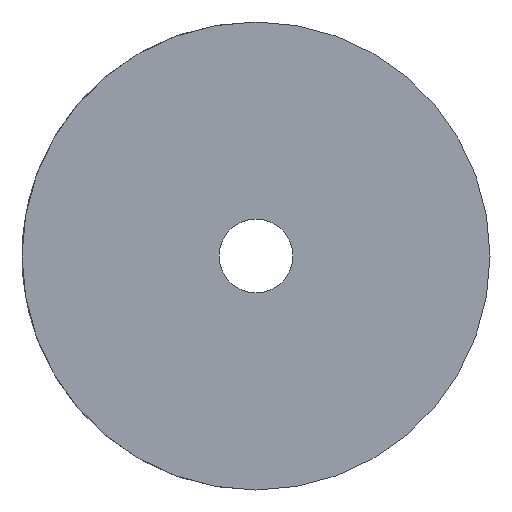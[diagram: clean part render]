
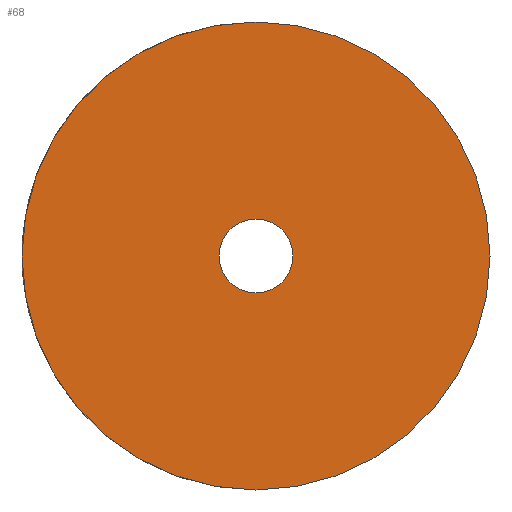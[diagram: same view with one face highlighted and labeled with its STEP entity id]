
A CAD part, left-side view. The second image highlights one B-rep face of the part: STEP entity #68.
In plain terms, the highlighted planar face has unit normal (-1, 0, 0).
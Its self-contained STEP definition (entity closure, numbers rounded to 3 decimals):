
#14 = ORIENTED_EDGE ( 'NONE', *, *, #750, .F. ) ;
#17 = PLANE ( 'NONE',  #716 ) ;
#24 = DIRECTION ( 'NONE',  ( 0., 0., 1. ) ) ;
#36 = CARTESIAN_POINT ( 'NONE',  ( 0., 0., 0. ) ) ;
#52 = EDGE_CURVE ( 'NONE', #688, #700, #597, .T. ) ;
#68 = ADVANCED_FACE ( 'NONE', ( #145, #794 ), #17, .F. ) ;
#97 = EDGE_CURVE ( 'NONE', #563, #329, #479, .T. ) ;
#136 = EDGE_CURVE ( 'NONE', #329, #563, #201, .T. ) ;
#139 = AXIS2_PLACEMENT_3D ( 'NONE', #653, #586, #24 ) ;
#145 = FACE_BOUND ( 'NONE', #326, .T. ) ;
#162 = ORIENTED_EDGE ( 'NONE', *, *, #52, .F. ) ;
#201 = CIRCLE ( 'NONE', #139, 19. ) ;
#228 = CARTESIAN_POINT ( 'NONE',  ( 0., 0., 0. ) ) ;
#233 = ORIENTED_EDGE ( 'NONE', *, *, #136, .T. ) ;
#248 = AXIS2_PLACEMENT_3D ( 'NONE', #348, #398, #645 ) ;
#300 = DIRECTION ( 'NONE',  ( -1., 0., 0. ) ) ;
#321 = CARTESIAN_POINT ( 'NONE',  ( 0., 0., 19. ) ) ;
#324 = EDGE_LOOP ( 'NONE', ( #642, #233 ) ) ;
#326 = EDGE_LOOP ( 'NONE', ( #14, #162 ) ) ;
#329 = VERTEX_POINT ( 'NONE', #501 ) ;
#333 = AXIS2_PLACEMENT_3D ( 'NONE', #36, #300, #798 ) ;
#335 = DIRECTION ( 'NONE',  ( 1., 0., 0. ) ) ;
#348 = CARTESIAN_POINT ( 'NONE',  ( 0., 0., 0. ) ) ;
#397 = DIRECTION ( 'NONE',  ( 0., 0., 1. ) ) ;
#398 = DIRECTION ( 'NONE',  ( -1., 0., 0. ) ) ;
#467 = CIRCLE ( 'NONE', #333, 3. ) ;
#479 = CIRCLE ( 'NONE', #516, 19. ) ;
#501 = CARTESIAN_POINT ( 'NONE',  ( 0., 0., -19. ) ) ;
#516 = AXIS2_PLACEMENT_3D ( 'NONE', #228, #803, #397 ) ;
#519 = CARTESIAN_POINT ( 'NONE',  ( 0., 3., 0. ) ) ;
#563 = VERTEX_POINT ( 'NONE', #321 ) ;
#586 = DIRECTION ( 'NONE',  ( -1., 0., 0. ) ) ;
#588 = DIRECTION ( 'NONE',  ( 0., 0., -1. ) ) ;
#597 = CIRCLE ( 'NONE', #248, 3. ) ;
#642 = ORIENTED_EDGE ( 'NONE', *, *, #97, .T. ) ;
#645 = DIRECTION ( 'NONE',  ( 0., 0., 1. ) ) ;
#651 = CARTESIAN_POINT ( 'NONE',  ( 0., 0., 3. ) ) ;
#653 = CARTESIAN_POINT ( 'NONE',  ( 0., 0., 0. ) ) ;
#688 = VERTEX_POINT ( 'NONE', #732 ) ;
#700 = VERTEX_POINT ( 'NONE', #651 ) ;
#716 = AXIS2_PLACEMENT_3D ( 'NONE', #519, #335, #588 ) ;
#732 = CARTESIAN_POINT ( 'NONE',  ( 0., 0., -3. ) ) ;
#750 = EDGE_CURVE ( 'NONE', #700, #688, #467, .T. ) ;
#794 = FACE_OUTER_BOUND ( 'NONE', #324, .T. ) ;
#798 = DIRECTION ( 'NONE',  ( 0., 0., 1. ) ) ;
#803 = DIRECTION ( 'NONE',  ( -1., 0., 0. ) ) ;
